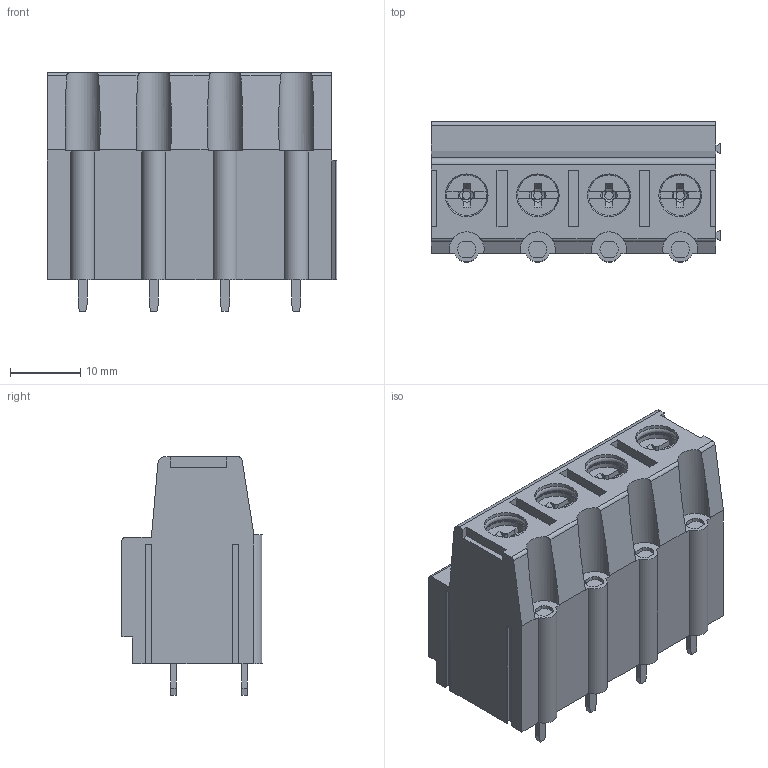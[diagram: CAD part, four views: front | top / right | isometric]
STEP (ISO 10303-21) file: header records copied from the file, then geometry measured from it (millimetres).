
FILE_DESCRIPTION(/* description */ ('Unknown'),/* implementation_level */ '2;1');
FILE_NAME(/* name */ 'MH160-016M401-A-20230706',/* time_stamp */ '2023-07-06T13:22:49+08:00',/* author */ ('Unknown'),/* organization */ ('Unknown'),/* preprocessor_version */ 'ST-DEVELOPER v16.7',/* originating_system */ 'DEX',/* authorisation */ $);
FILE_SCHEMA (('AUTOMOTIVE_DESIGN {1 0 10303 214 3 1 1}'));
Length unit declared in the file: millimetre
Products named in the file (1): MH160-016M401-A-20230703
Bounding box: 41.37 x 19.99 x 34 mm (x, y, z)
Volume: 17506.3 mm3; surface area: 6514.1 mm2
Topology: 1 solids, 1 shells, 330 faces, 871 edges, 570 vertices
Faces by surface type: plane 235, cylinder 47, cone 24, bspline 16, torus 8
Full cylindrical faces by diameter (mm): 6.05 x4, 6.1 x8
Entity records: 12819 total; most frequent: CARTESIAN_POINT 2560, ORIENTED_EDGE 1670, DIRECTION 1543, EDGE_CURVE 835, LINE 581, VECTOR 581, VERTEX_POINT 562, AXIS2_PLACEMENT_3D 481
